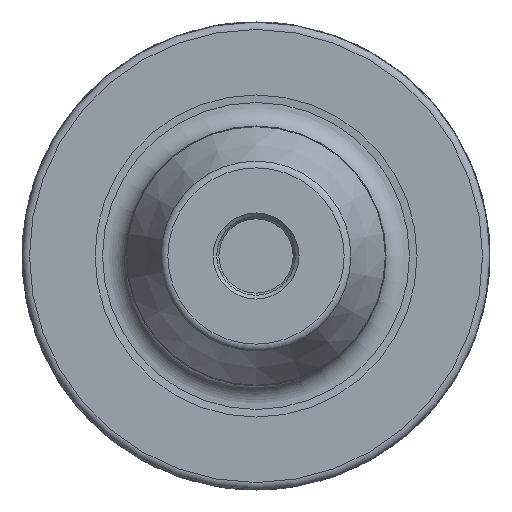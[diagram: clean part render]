
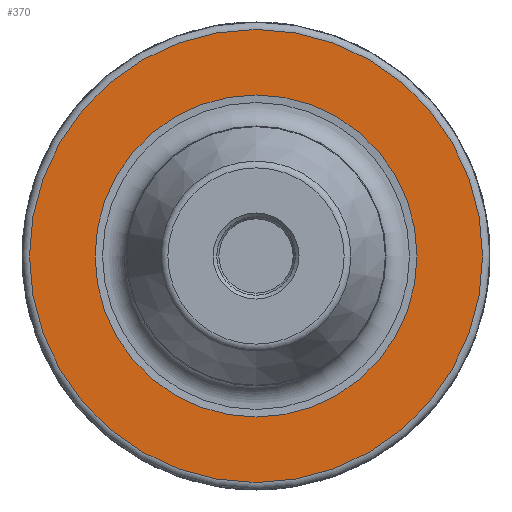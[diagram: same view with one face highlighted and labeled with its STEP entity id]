
A CAD part, left-side view. The second image highlights one B-rep face of the part: STEP entity #370.
In plain terms, the highlighted planar face has unit normal (-1, 0, 0).
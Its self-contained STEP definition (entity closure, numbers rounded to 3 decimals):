
#295=FACE_BOUND('',#548,.T.);
#296=FACE_BOUND('',#549,.T.);
#370=ADVANCED_FACE('',(#295,#296),#422,.F.);
#422=PLANE('',#1442);
#548=EDGE_LOOP('',(#770));
#549=EDGE_LOOP('',(#771));
#770=ORIENTED_EDGE('',*,*,#1227,.T.);
#771=ORIENTED_EDGE('',*,*,#1226,.F.);
#1068=VERTEX_POINT('',#2513);
#1069=VERTEX_POINT('',#2516);
#1226=EDGE_CURVE('',#1068,#1068,#1329,.T.);
#1227=EDGE_CURVE('',#1069,#1069,#1330,.T.);
#1329=CIRCLE('',#1439,30.495);
#1330=CIRCLE('',#1441,21.674);
#1439=AXIS2_PLACEMENT_3D('',#2512,#1707,#1708);
#1441=AXIS2_PLACEMENT_3D('',#2515,#1711,#1712);
#1442=AXIS2_PLACEMENT_3D('',#2517,#1713,#1714);
#1707=DIRECTION('',(1.,0.,0.));
#1708=DIRECTION('',(0.,0.,1.));
#1711=DIRECTION('',(1.,0.,0.));
#1712=DIRECTION('',(0.,0.,1.));
#1713=DIRECTION('',(1.,0.,0.));
#1714=DIRECTION('',(0.,0.,-1.));
#2512=CARTESIAN_POINT('',(73.,0.,0.));
#2513=CARTESIAN_POINT('',(73.,0.,30.495));
#2515=CARTESIAN_POINT('',(73.,0.,0.));
#2516=CARTESIAN_POINT('',(73.,0.,21.674));
#2517=CARTESIAN_POINT('',(73.,30.495,0.));
